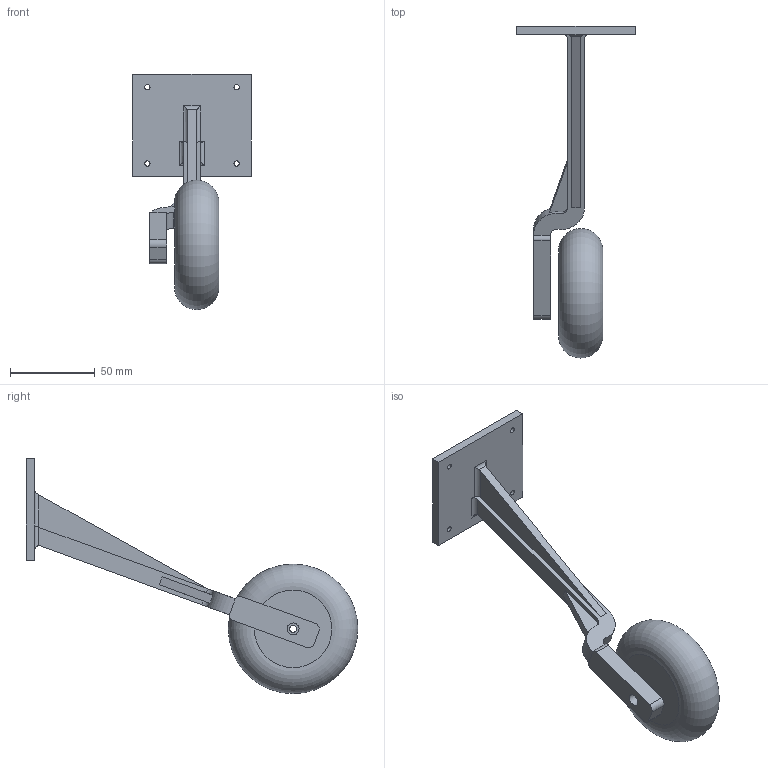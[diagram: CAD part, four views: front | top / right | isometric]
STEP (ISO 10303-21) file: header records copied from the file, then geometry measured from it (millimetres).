
FILE_DESCRIPTION(/* description */ (''),/* implementation_level */ '2;1');
FILE_NAME(/* name */ 'NoseGear_V2.step',/* time_stamp */ '2026-02-03T14:50:11Z',/* author */ (''),/* organization */ (''),/* preprocessor_version */ 'ST-DEVELOPER v20.1',/* originating_system */ 'Autodesk Translation Framework v14.21.0.0',/* authorisation */ '');
FILE_SCHEMA (('AUTOMOTIVE_DESIGN { 1 0 10303 214 3 1 1 }'));
Length unit declared in the file: millimetre
Products named in the file (2): 2025-11-13-16-19-32-564; 2025-11-02-18-46-15-985
Assembly tree (1 placements, depth 2):
  2025-11-13-16-19-32-564
    2025-11-02-18-46-15-985
Bounding box: 70 x 195.14 x 138.42 mm (x, y, z)
Volume: 149354.9 mm3; surface area: 33263.4 mm2
Topology: 3 solids, 3 shells, 48 faces, 123 edges, 82 vertices
Faces by surface type: plane 26, cylinder 21, torus 1
Full cylindrical faces by diameter (mm): 3.1 x4, 4 x1, 7 x1
Entity records: 1582 total; most frequent: DIRECTION 272, CARTESIAN_POINT 256, ORIENTED_EDGE 246, EDGE_CURVE 123, AXIS2_PLACEMENT_3D 98, VERTEX_POINT 82, LINE 76, VECTOR 76
